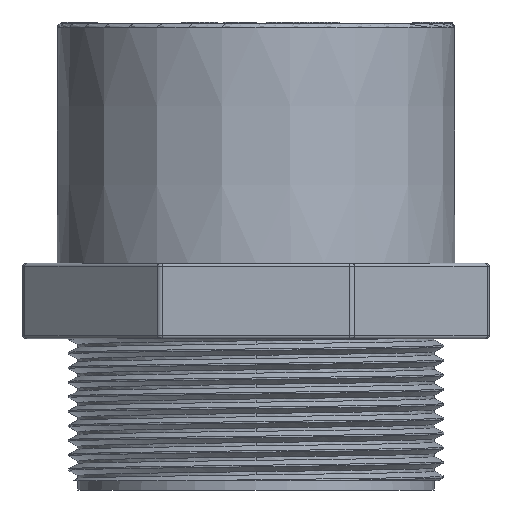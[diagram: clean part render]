
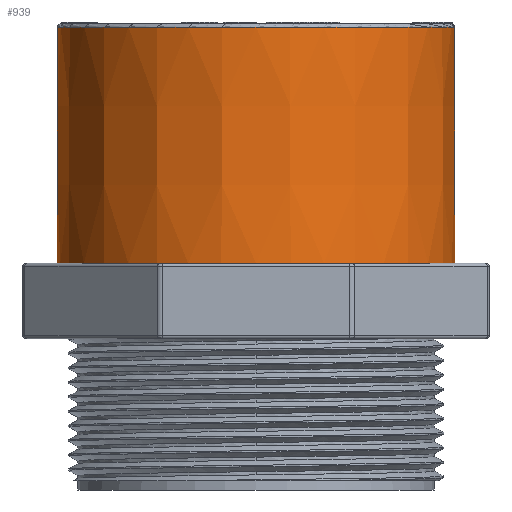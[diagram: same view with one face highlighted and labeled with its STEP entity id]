
A CAD part, left-side view. The second image highlights one B-rep face of the part: STEP entity #939.
In plain terms, the highlighted conical face has half-angle 0.075 degrees and reference radius 31.5 mm.
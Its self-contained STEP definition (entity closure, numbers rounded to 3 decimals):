
#52=CONICAL_SURFACE('',#14911,31.5,0.075);
#939=ADVANCED_FACE('',(#4132,#4133),#52,.T.);
#4061=CIRCLE('',#14902,31.55);
#4064=CIRCLE('',#14909,31.501);
#4132=FACE_BOUND('',#4226,.T.);
#4133=FACE_BOUND('',#4227,.T.);
#4226=EDGE_LOOP('',(#5689));
#4227=EDGE_LOOP('',(#5690));
#5689=ORIENTED_EDGE('',*,*,#11698,.T.);
#5690=ORIENTED_EDGE('',*,*,#11692,.F.);
#10145=VERTEX_POINT('',#24522);
#10147=VERTEX_POINT('',#24534);
#11692=EDGE_CURVE('',#10145,#10145,#4061,.T.);
#11698=EDGE_CURVE('',#10147,#10147,#4064,.T.);
#14902=AXIS2_PLACEMENT_3D('',#24521,#15911,#15912);
#14909=AXIS2_PLACEMENT_3D('',#24533,#15928,#15929);
#14911=AXIS2_PLACEMENT_3D('',#24536,#15932,#15933);
#15911=DIRECTION('',(0.,0.,-1.));
#15912=DIRECTION('',(0.,1.,0.));
#15928=DIRECTION('',(0.,0.,-1.));
#15929=DIRECTION('',(0.,-1.,0.));
#15932=DIRECTION('',(0.,0.,-1.));
#15933=DIRECTION('',(0.,1.,0.));
#24521=CARTESIAN_POINT('',(-57.,827.5,-14.504));
#24522=CARTESIAN_POINT('',(-57.,859.05,-14.504));
#24533=CARTESIAN_POINT('',(-57.,827.5,22.997));
#24534=CARTESIAN_POINT('',(-57.,795.999,22.997));
#24536=CARTESIAN_POINT('',(-57.,827.5,23.496));
